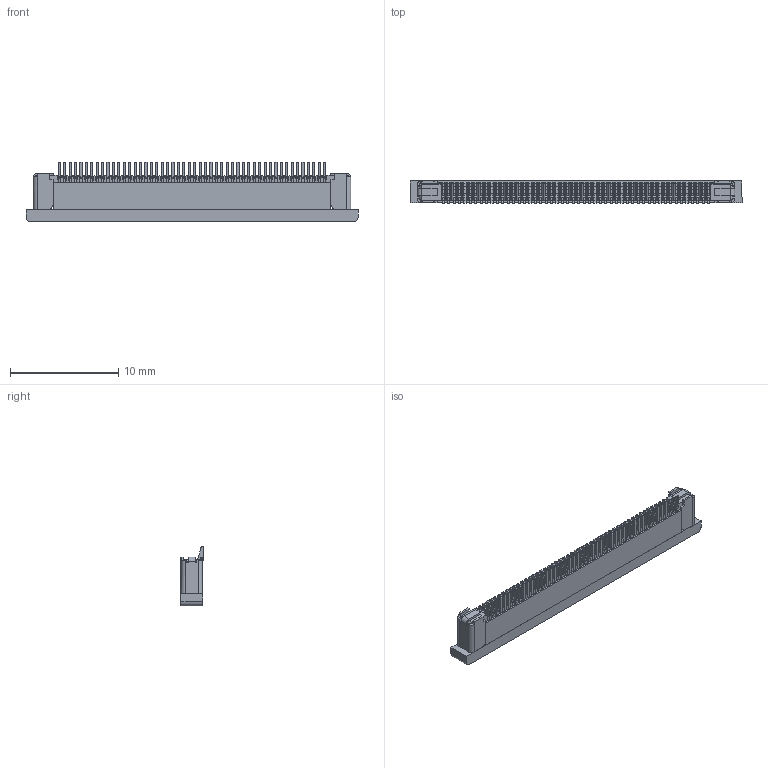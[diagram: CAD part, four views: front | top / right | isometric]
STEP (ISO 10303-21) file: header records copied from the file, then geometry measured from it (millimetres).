
FILE_DESCRIPTION (( 'STEP AP214' ), '1' );
FILE_NAME ('ER-CON50HT-1.STEP', '2018-10-29T12:13:10', ( '' ), ( '' ), 'SwSTEP 2.0', 'SolidWorks 2017', '' );
FILE_SCHEMA (( 'AUTOMOTIVE_DESIGN' ));
Length unit declared in the file: millimetre
Products named in the file (1): ER-CON50HT-1
Bounding box: 30.65 x 2.05 x 5.5 mm (x, y, z)
Volume: 151.2 mm3; surface area: 1316.8 mm2
Topology: 55 solids, 55 shells, 3453 faces, 10075 edges, 6632 vertices
Faces by surface type: plane 2117, cylinder 1336
Entity records: 115025 total; most frequent: CARTESIAN_POINT 20281, ORIENTED_EDGE 20150, DIRECTION 19739, EDGE_CURVE 10075, LINE 7303, VECTOR 7303, VERTEX_POINT 6632, AXIS2_PLACEMENT_3D 6218
